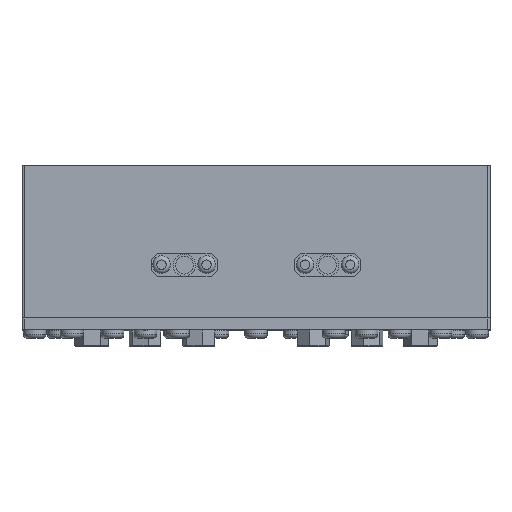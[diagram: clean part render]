
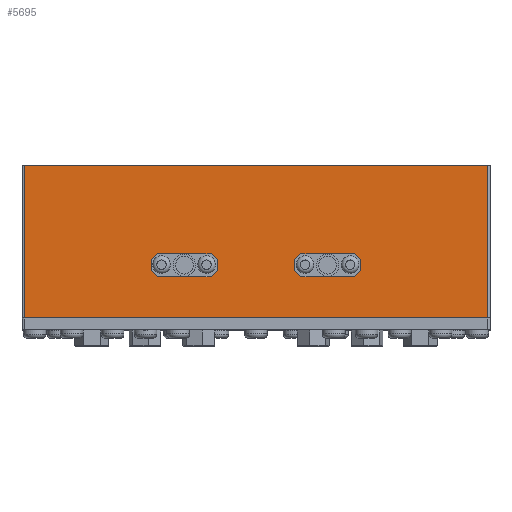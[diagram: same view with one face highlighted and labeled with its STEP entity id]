
A CAD part, top view. The second image highlights one B-rep face of the part: STEP entity #5695.
In plain terms, the highlighted planar face has unit normal (0, 0, 1).
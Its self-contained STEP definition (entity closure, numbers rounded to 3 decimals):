
#108=FACE_BOUND('',#1925,.T.);
#109=FACE_BOUND('',#1926,.T.);
#209=PLANE('',#6157);
#382=LINE('',#8888,#864);
#386=LINE('',#8895,#868);
#394=LINE('',#8911,#876);
#396=LINE('',#8915,#878);
#398=LINE('',#8920,#880);
#400=LINE('',#8923,#882);
#402=LINE('',#8927,#884);
#405=LINE('',#8935,#887);
#409=LINE('',#8942,#891);
#417=LINE('',#8959,#899);
#419=LINE('',#8963,#901);
#421=LINE('',#8967,#903);
#424=LINE('',#8972,#906);
#453=LINE('',#9039,#935);
#454=LINE('',#9044,#936);
#455=LINE('',#9047,#937);
#456=LINE('',#9048,#938);
#457=LINE('',#9049,#939);
#458=LINE('',#9050,#940);
#459=LINE('',#9051,#941);
#864=VECTOR('',#6992,10.);
#868=VECTOR('',#6998,10.);
#876=VECTOR('',#7010,10.);
#878=VECTOR('',#7014,10.);
#880=VECTOR('',#7018,10.);
#882=VECTOR('',#7022,10.);
#884=VECTOR('',#7026,10.);
#887=VECTOR('',#7031,10.);
#891=VECTOR('',#7037,10.);
#899=VECTOR('',#7049,10.);
#901=VECTOR('',#7053,10.);
#903=VECTOR('',#7057,10.);
#906=VECTOR('',#7062,10.);
#935=VECTOR('',#7123,10.);
#936=VECTOR('',#7130,10.);
#937=VECTOR('',#7133,10.);
#938=VECTOR('',#7134,10.);
#939=VECTOR('',#7135,10.);
#940=VECTOR('',#7136,10.);
#941=VECTOR('',#7137,10.);
#1532=FACE_OUTER_BOUND('',#1924,.T.);
#1924=EDGE_LOOP('',(#4207,#4208,#4209,#4210));
#1925=EDGE_LOOP('',(#4211,#4212,#4213,#4214,#4215,#4216,#4217,#4218));
#1926=EDGE_LOOP('',(#4219,#4220,#4221,#4222,#4223,#4224,#4225,#4226));
#2617=VERTEX_POINT('',#8885);
#2618=VERTEX_POINT('',#8887);
#2620=VERTEX_POINT('',#8893);
#2626=VERTEX_POINT('',#8909);
#2627=VERTEX_POINT('',#8913);
#2628=VERTEX_POINT('',#8917);
#2629=VERTEX_POINT('',#8919);
#2630=VERTEX_POINT('',#8925);
#2633=VERTEX_POINT('',#8932);
#2634=VERTEX_POINT('',#8934);
#2636=VERTEX_POINT('',#8940);
#2642=VERTEX_POINT('',#8956);
#2643=VERTEX_POINT('',#8958);
#2644=VERTEX_POINT('',#8962);
#2645=VERTEX_POINT('',#8966);
#2646=VERTEX_POINT('',#8970);
#2667=VERTEX_POINT('',#9036);
#2668=VERTEX_POINT('',#9038);
#2669=VERTEX_POINT('',#9042);
#2670=VERTEX_POINT('',#9046);
#3170=EDGE_CURVE('',#2617,#2618,#382,.F.);
#3174=EDGE_CURVE('',#2617,#2620,#386,.T.);
#3182=EDGE_CURVE('',#2626,#2620,#394,.F.);
#3184=EDGE_CURVE('',#2626,#2627,#396,.T.);
#3186=EDGE_CURVE('',#2628,#2629,#398,.F.);
#3188=EDGE_CURVE('',#2628,#2618,#400,.T.);
#3190=EDGE_CURVE('',#2630,#2627,#402,.F.);
#3193=EDGE_CURVE('',#2633,#2634,#405,.F.);
#3197=EDGE_CURVE('',#2633,#2636,#409,.T.);
#3205=EDGE_CURVE('',#2642,#2643,#417,.F.);
#3207=EDGE_CURVE('',#2644,#2643,#419,.T.);
#3209=EDGE_CURVE('',#2644,#2645,#421,.F.);
#3212=EDGE_CURVE('',#2646,#2636,#424,.F.);
#3246=EDGE_CURVE('',#2667,#2668,#453,.T.);
#3249=EDGE_CURVE('',#2668,#2669,#454,.T.);
#3250=EDGE_CURVE('',#2670,#2667,#455,.T.);
#3251=EDGE_CURVE('',#2669,#2670,#456,.T.);
#3252=EDGE_CURVE('',#2630,#2629,#457,.T.);
#3253=EDGE_CURVE('',#2642,#2634,#458,.T.);
#3254=EDGE_CURVE('',#2646,#2645,#459,.T.);
#4207=ORIENTED_EDGE('',*,*,#3249,.F.);
#4208=ORIENTED_EDGE('',*,*,#3246,.F.);
#4209=ORIENTED_EDGE('',*,*,#3250,.F.);
#4210=ORIENTED_EDGE('',*,*,#3251,.F.);
#4211=ORIENTED_EDGE('',*,*,#3188,.T.);
#4212=ORIENTED_EDGE('',*,*,#3170,.F.);
#4213=ORIENTED_EDGE('',*,*,#3174,.T.);
#4214=ORIENTED_EDGE('',*,*,#3182,.F.);
#4215=ORIENTED_EDGE('',*,*,#3184,.T.);
#4216=ORIENTED_EDGE('',*,*,#3190,.F.);
#4217=ORIENTED_EDGE('',*,*,#3252,.T.);
#4218=ORIENTED_EDGE('',*,*,#3186,.F.);
#4219=ORIENTED_EDGE('',*,*,#3253,.T.);
#4220=ORIENTED_EDGE('',*,*,#3193,.F.);
#4221=ORIENTED_EDGE('',*,*,#3197,.T.);
#4222=ORIENTED_EDGE('',*,*,#3212,.F.);
#4223=ORIENTED_EDGE('',*,*,#3254,.T.);
#4224=ORIENTED_EDGE('',*,*,#3209,.F.);
#4225=ORIENTED_EDGE('',*,*,#3207,.T.);
#4226=ORIENTED_EDGE('',*,*,#3205,.F.);
#5695=ADVANCED_FACE('',(#1532,#108,#109),#209,.T.);
#6157=AXIS2_PLACEMENT_3D('',#9045,#7131,#7132);
#6992=DIRECTION('',(-0.707,0.707,0.));
#6998=DIRECTION('',(0.,1.,0.));
#7010=DIRECTION('',(0.707,0.707,0.));
#7014=DIRECTION('',(1.,0.,0.));
#7018=DIRECTION('',(-0.707,-0.707,0.));
#7022=DIRECTION('',(-1.,0.,0.));
#7026=DIRECTION('',(0.707,-0.707,0.));
#7031=DIRECTION('',(0.707,-0.707,0.));
#7037=DIRECTION('',(0.,-1.,0.));
#7049=DIRECTION('',(0.707,0.707,0.));
#7053=DIRECTION('',(0.,1.,0.));
#7057=DIRECTION('',(-0.707,0.707,0.));
#7062=DIRECTION('',(-0.707,-0.707,0.));
#7123=DIRECTION('',(-1.,0.,0.));
#7130=DIRECTION('',(0.,1.,0.));
#7131=DIRECTION('center_axis',(0.,0.,1.));
#7132=DIRECTION('ref_axis',(1.,0.,0.));
#7133=DIRECTION('',(0.,-1.,0.));
#7134=DIRECTION('',(1.,0.,0.));
#7135=DIRECTION('',(0.,-1.,0.));
#7136=DIRECTION('',(1.,0.,0.));
#7137=DIRECTION('',(-1.,0.,0.));
#8885=CARTESIAN_POINT('',(11.585,11.525,80.14));
#8887=CARTESIAN_POINT('',(13.085,10.025,80.14));
#8888=CARTESIAN_POINT('',(6.945,16.165,80.14));
#8893=CARTESIAN_POINT('',(11.585,14.175,80.14));
#8895=CARTESIAN_POINT('',(11.585,7.838,80.14));
#8909=CARTESIAN_POINT('',(13.085,15.675,80.14));
#8911=CARTESIAN_POINT('',(0.52,3.11,80.14));
#8913=CARTESIAN_POINT('',(26.085,15.675,80.14));
#8915=CARTESIAN_POINT('',(3.792,15.675,80.14));
#8917=CARTESIAN_POINT('',(26.085,10.025,80.14));
#8919=CARTESIAN_POINT('',(27.585,11.525,80.14));
#8920=CARTESIAN_POINT('',(12.432,-3.628,80.14));
#8923=CARTESIAN_POINT('',(-4.208,10.025,80.14));
#8925=CARTESIAN_POINT('',(27.585,14.175,80.14));
#8927=CARTESIAN_POINT('',(18.857,22.903,80.14));
#8932=CARTESIAN_POINT('',(62.515,14.175,80.14));
#8934=CARTESIAN_POINT('',(61.015,15.675,80.14));
#8935=CARTESIAN_POINT('',(45.055,31.635,80.14));
#8940=CARTESIAN_POINT('',(62.515,11.525,80.14));
#8942=CARTESIAN_POINT('',(62.515,5.013,80.14));
#8956=CARTESIAN_POINT('',(48.015,15.675,80.14));
#8958=CARTESIAN_POINT('',(46.515,14.175,80.14));
#8959=CARTESIAN_POINT('',(26.717,-5.622,80.14));
#8962=CARTESIAN_POINT('',(46.515,11.525,80.14));
#8963=CARTESIAN_POINT('',(46.515,7.838,80.14));
#8966=CARTESIAN_POINT('',(48.015,10.025,80.14));
#8967=CARTESIAN_POINT('',(33.142,24.898,80.14));
#8970=CARTESIAN_POINT('',(61.015,10.025,80.14));
#8972=CARTESIAN_POINT('',(38.63,-12.36,80.14));
#9036=CARTESIAN_POINT('',(93.6,0.,80.14));
#9038=CARTESIAN_POINT('',(-19.5,0.,80.14));
#9039=CARTESIAN_POINT('',(94.1,0.,80.14));
#9042=CARTESIAN_POINT('',(-19.5,37.2,80.14));
#9044=CARTESIAN_POINT('',(-19.5,0.,80.14));
#9045=CARTESIAN_POINT('Origin',(-20.,0.,80.14));
#9046=CARTESIAN_POINT('',(93.6,37.2,80.14));
#9047=CARTESIAN_POINT('',(93.6,0.,80.14));
#9048=CARTESIAN_POINT('',(94.1,37.2,80.14));
#9049=CARTESIAN_POINT('',(27.585,5.013,80.14));
#9050=CARTESIAN_POINT('',(21.257,15.675,80.14));
#9051=CARTESIAN_POINT('',(13.257,10.025,80.14));
